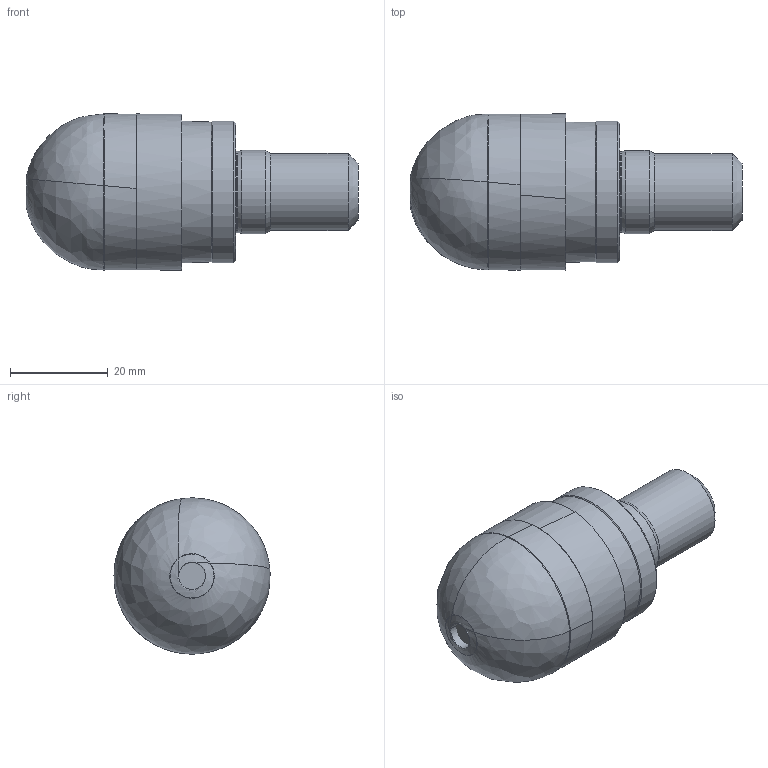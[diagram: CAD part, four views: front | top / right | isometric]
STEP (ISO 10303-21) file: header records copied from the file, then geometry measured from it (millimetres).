
FILE_DESCRIPTION(/* description */ (''),/* implementation_level */ '2;1');
FILE_NAME(/* name */ 'APMR-SWB232-D32-M16-L43.stp',/* time_stamp */ '2023-09-29T20:11:27+03:00',/* author */ (''),/* organization */ (''),/* preprocessor_version */ 'ST-DEVELOPER v19.4',/* originating_system */ 'SIEMENS PLM Software NX2306.5001',/* authorisation */ '');
FILE_SCHEMA (('AUTOMOTIVE_DESIGN { 1 0 10303 214 3 1 1 1 }'));
Length unit declared in the file: millimetre
Products named in the file (1): APMR-SWB232-D32-M16-L43-LIGHT_x_t_objects
Bounding box: 67.9 x 31.92 x 31.94 mm (x, y, z)
Volume: 49293.6 mm3; surface area: 10150.8 mm2
Topology: 2 solids, 2 shells, 40 faces, 84 edges, 47 vertices
Faces by surface type: bspline 24, cone 7, cylinder 4, plane 3, torus 1, sphere 1
Full cylindrical faces by diameter (mm): 15.75 x1, 16.6 x1, 17 x1, 29 x1
Entity records: 1299 total; most frequent: CARTESIAN_POINT 554, ORIENTED_EDGE 142, DIRECTION 140, EDGE_CURVE 71, AXIS2_PLACEMENT_3D 64, EDGE_LOOP 54, VERTEX_POINT 47, CIRCLE 45
